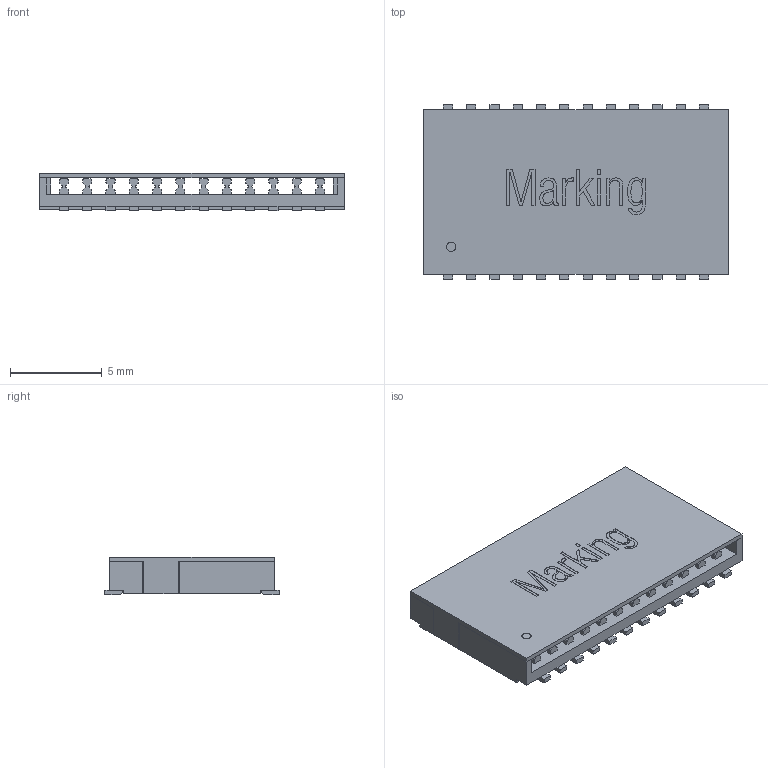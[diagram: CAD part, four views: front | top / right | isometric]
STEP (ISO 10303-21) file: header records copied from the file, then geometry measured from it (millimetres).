
FILE_DESCRIPTION(('STEP AP242'),'1');
FILE_NAME('749020111.stp','2022-12-14T20:33:11',('TraceParts'),('TraceParts S.A.'),'Spatial InterOp 3D',' ',' ');
FILE_SCHEMA(('AP242_MANAGED_MODEL_BASED_3D_ENGINEERING_MIM_LF {1 0 10303 442 1 1 4}'));
Length unit declared in the file: millimetre
Products named in the file (1): 749020111_1
Bounding box: 16.64 x 9.53 x 2.05 mm (x, y, z)
Volume: 171.7 mm3; surface area: 755.1 mm2
Topology: 2 solids, 2 shells, 743 faces, 2064 edges, 1360 vertices
Faces by surface type: plane 498, cylinder 218, extrusion 27
Entity records: 25261 total; most frequent: CARTESIAN_POINT 5252, ORIENTED_EDGE 4128, DIRECTION 3775, EDGE_CURVE 2064, VECTOR 1467, LINE 1440, VERTEX_POINT 1360, AXIS2_PLACEMENT_3D 1154
